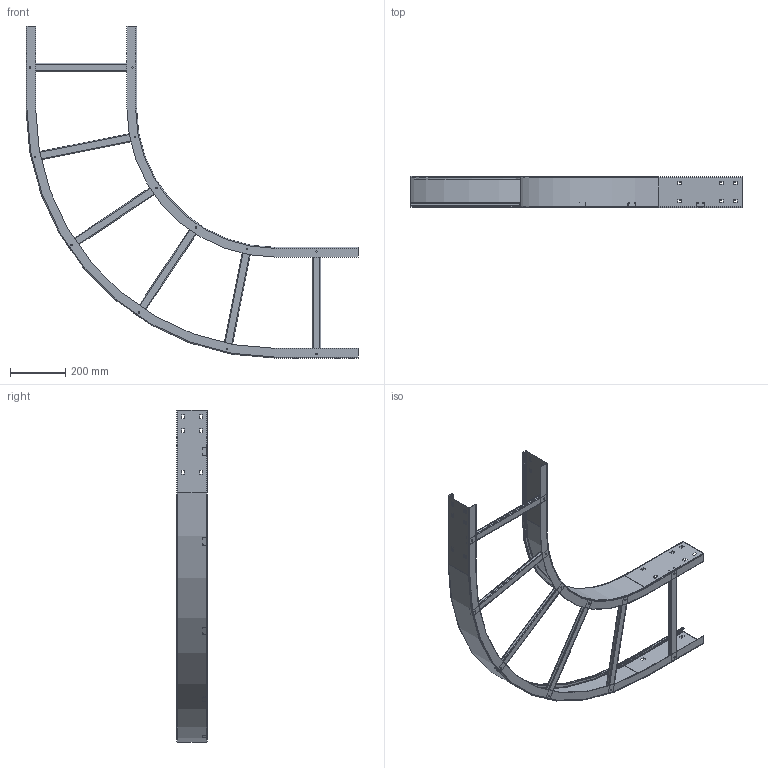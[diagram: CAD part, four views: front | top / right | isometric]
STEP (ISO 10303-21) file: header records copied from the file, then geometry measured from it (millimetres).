
FILE_DESCRIPTION((''),'2;1');
FILE_NAME('KTS_05_067-027_1-6312454_ASM','2013-01-11T',('AndreasKeweloh'),(''),'PRO/ENGINEER BY PARAMETRIC TECHNOLOGY CORPORATION, 2012230','PRO/ENGINEER BY PARAMETRIC TECHNOLOGY CORPORATION, 2012230','');
FILE_SCHEMA(('CONFIG_CONTROL_DESIGN'));
Length unit declared in the file: millimetre
Products named in the file (5): KTS_05_018-012_L_395_; KTS_05_012-077_AU_ENHOLM_110_X_; KTS_05_012-076_INNENHOLM_110_X_; ASM0001_ASM; KTS_05_067-027_1-6312454_ASM
Assembly tree (9 placements, depth 3):
  KTS_05_067-027_1-6312454_ASM
    ASM0001_ASM
      KTS_05_018-012_L_395_  x6
      KTS_05_012-077_AU_ENHOLM_110_X_
      KTS_05_012-076_INNENHOLM_110_X_
Bounding box: 1200 x 110 x 1200 mm (x, y, z)
Volume: 1344528.8 mm3; surface area: 1445155.3 mm2
Topology: 8 solids, 8 shells, 524 faces, 1308 edges, 800 vertices
Faces by surface type: plane 310, cylinder 202, torus 12
Entity records: 11067 total; most frequent: DIRECTION 1976, CARTESIAN_POINT 1884, ORIENTED_EDGE 1856, EDGE_CURVE 928, AXIS2_PLACEMENT_3D 692, VERTEX_POINT 600, VECTOR 592, LINE 592
